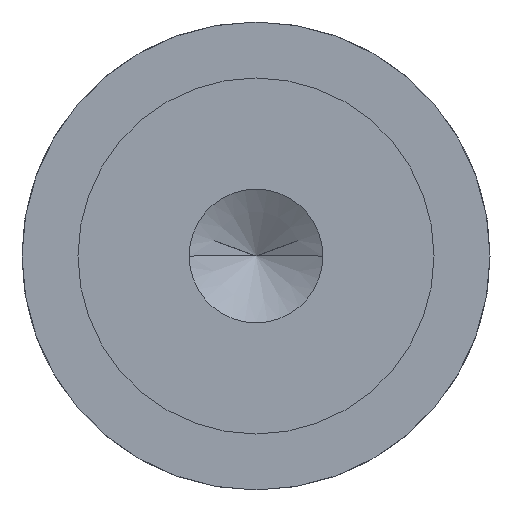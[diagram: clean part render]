
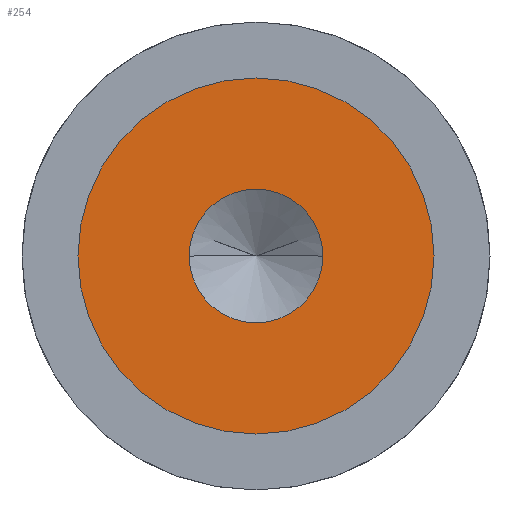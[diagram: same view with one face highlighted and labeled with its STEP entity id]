
A CAD part, front view. The second image highlights one B-rep face of the part: STEP entity #254.
In plain terms, the highlighted planar face has unit normal (0, -1, 0).
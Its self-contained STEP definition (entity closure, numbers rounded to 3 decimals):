
#33 = EDGE_CURVE ( 'NONE', #380, #676, #483, .T. ) ;
#46 = AXIS2_PLACEMENT_3D ( 'NONE', #724, #426, #171 ) ;
#62 = DIRECTION ( 'NONE',  ( 0., 1., 0. ) ) ;
#82 = AXIS2_PLACEMENT_3D ( 'NONE', #690, #450, #253 ) ;
#95 = FACE_BOUND ( 'NONE', #469, .T. ) ;
#110 = EDGE_LOOP ( 'NONE', ( #406, #539 ) ) ;
#162 = VERTEX_POINT ( 'NONE', #260 ) ;
#171 = DIRECTION ( 'NONE',  ( 0., 0., -1. ) ) ;
#192 = EDGE_CURVE ( 'NONE', #676, #380, #730, .T. ) ;
#252 = AXIS2_PLACEMENT_3D ( 'NONE', #688, #62, #440 ) ;
#253 = DIRECTION ( 'NONE',  ( 0., 0., -1. ) ) ;
#254 = ADVANCED_FACE ( 'NONE', ( #530, #95 ), #365, .T. ) ;
#256 = CIRCLE ( 'NONE', #411, 10.65 ) ;
#257 = DIRECTION ( 'NONE',  ( 0., 1., 0. ) ) ;
#260 = CARTESIAN_POINT ( 'NONE',  ( 0., 7.5, 10.65 ) ) ;
#270 = CIRCLE ( 'NONE', #82, 10.65 ) ;
#299 = CARTESIAN_POINT ( 'NONE',  ( 0., 7.5, 4. ) ) ;
#306 = CARTESIAN_POINT ( 'NONE',  ( 0., 7.5, 0. ) ) ;
#337 = EDGE_CURVE ( 'NONE', #458, #162, #270, .T. ) ;
#351 = CARTESIAN_POINT ( 'NONE',  ( 0., 7.5, 0. ) ) ;
#356 = ORIENTED_EDGE ( 'NONE', *, *, #33, .T. ) ;
#365 = PLANE ( 'NONE',  #46 ) ;
#369 = DIRECTION ( 'NONE',  ( 0., 0., -1. ) ) ;
#380 = VERTEX_POINT ( 'NONE', #299 ) ;
#389 = AXIS2_PLACEMENT_3D ( 'NONE', #306, #257, #369 ) ;
#406 = ORIENTED_EDGE ( 'NONE', *, *, #337, .T. ) ;
#411 = AXIS2_PLACEMENT_3D ( 'NONE', #351, #780, #487 ) ;
#426 = DIRECTION ( 'NONE',  ( 0., -1., 0. ) ) ;
#440 = DIRECTION ( 'NONE',  ( 0., 0., -1. ) ) ;
#450 = DIRECTION ( 'NONE',  ( 0., -1., 0. ) ) ;
#458 = VERTEX_POINT ( 'NONE', #600 ) ;
#469 = EDGE_LOOP ( 'NONE', ( #790, #356 ) ) ;
#483 = CIRCLE ( 'NONE', #389, 4. ) ;
#487 = DIRECTION ( 'NONE',  ( 0., 0., -1. ) ) ;
#530 = FACE_OUTER_BOUND ( 'NONE', #110, .T. ) ;
#539 = ORIENTED_EDGE ( 'NONE', *, *, #596, .T. ) ;
#596 = EDGE_CURVE ( 'NONE', #162, #458, #256, .T. ) ;
#600 = CARTESIAN_POINT ( 'NONE',  ( 0., 7.5, -10.65 ) ) ;
#671 = CARTESIAN_POINT ( 'NONE',  ( 0., 7.5, -4. ) ) ;
#676 = VERTEX_POINT ( 'NONE', #671 ) ;
#688 = CARTESIAN_POINT ( 'NONE',  ( 0., 7.5, 0. ) ) ;
#690 = CARTESIAN_POINT ( 'NONE',  ( 0., 7.5, 0. ) ) ;
#724 = CARTESIAN_POINT ( 'NONE',  ( 0., 7.5, 0. ) ) ;
#730 = CIRCLE ( 'NONE', #252, 4. ) ;
#780 = DIRECTION ( 'NONE',  ( 0., -1., 0. ) ) ;
#790 = ORIENTED_EDGE ( 'NONE', *, *, #192, .T. ) ;
